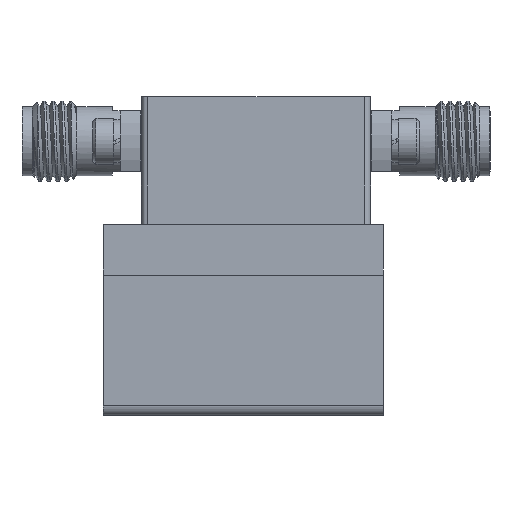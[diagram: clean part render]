
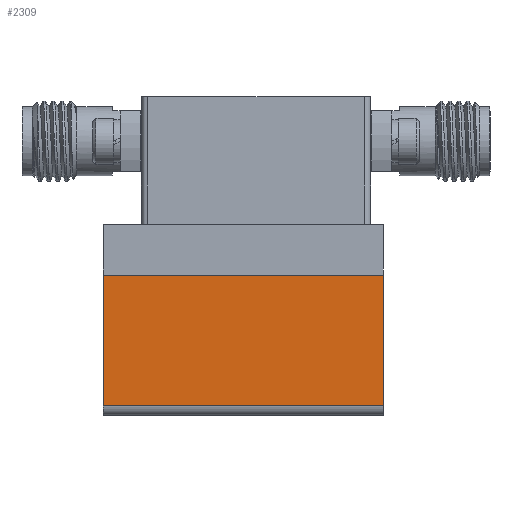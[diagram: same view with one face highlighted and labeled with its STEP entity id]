
A CAD part, front view. The second image highlights one B-rep face of the part: STEP entity #2309.
In plain terms, the highlighted planar face has unit normal (0, -1, -0.024).
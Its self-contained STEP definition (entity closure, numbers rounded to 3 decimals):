
#287 = DIRECTION ( 'NONE',  ( 1., 0., 0. ) ) ;
#734 = ORIENTED_EDGE ( 'NONE', *, *, #16308, .T. ) ;
#1315 = VECTOR ( 'NONE', #30924, 1000. ) ;
#2309 = ADVANCED_FACE ( 'NONE', ( #5559 ), #28350, .F. ) ;
#2331 = VERTEX_POINT ( 'NONE', #10646 ) ;
#5503 = VERTEX_POINT ( 'NONE', #27914 ) ;
#5559 = FACE_OUTER_BOUND ( 'NONE', #21294, .T. ) ;
#7676 = EDGE_CURVE ( 'NONE', #2331, #7815, #34355, .T. ) ;
#7815 = VERTEX_POINT ( 'NONE', #24008 ) ;
#7953 = LINE ( 'NONE', #19441, #1315 ) ;
#10646 = CARTESIAN_POINT ( 'NONE',  ( 1041.291, 695.205, -14. ) ) ;
#13279 = VERTEX_POINT ( 'NONE', #29467 ) ;
#14755 = CARTESIAN_POINT ( 'NONE',  ( 1041.291, 695.205, -14. ) ) ;
#16308 = EDGE_CURVE ( 'NONE', #13279, #7815, #7953, .T. ) ;
#17596 = CARTESIAN_POINT ( 'NONE',  ( 1041.291, 695.455, -24.25 ) ) ;
#18638 = CARTESIAN_POINT ( 'NONE',  ( 1041.291, 695.455, -24.25 ) ) ;
#19441 = CARTESIAN_POINT ( 'NONE',  ( 1063.291, 695.455, -24.25 ) ) ;
#20853 = VECTOR ( 'NONE', #25543, 1000. ) ;
#21294 = EDGE_LOOP ( 'NONE', ( #734, #22450, #36521, #34930 ) ) ;
#22450 = ORIENTED_EDGE ( 'NONE', *, *, #7676, .F. ) ;
#22790 = EDGE_CURVE ( 'NONE', #5503, #2331, #31540, .T. ) ;
#24008 = CARTESIAN_POINT ( 'NONE',  ( 1063.291, 695.205, -14. ) ) ;
#24527 = EDGE_CURVE ( 'NONE', #5503, #13279, #36332, .T. ) ;
#25543 = DIRECTION ( 'NONE',  ( 0., -0.024, 1. ) ) ;
#26019 = VECTOR ( 'NONE', #27323, 1000. ) ;
#26246 = AXIS2_PLACEMENT_3D ( 'NONE', #33792, #27805, #27984 ) ;
#27323 = DIRECTION ( 'NONE',  ( 1., 0., 0. ) ) ;
#27805 = DIRECTION ( 'NONE',  ( 0., 1., 0.024 ) ) ;
#27914 = CARTESIAN_POINT ( 'NONE',  ( 1041.291, 695.455, -24.25 ) ) ;
#27984 = DIRECTION ( 'NONE',  ( 1., 0., 0. ) ) ;
#28350 = PLANE ( 'NONE',  #26246 ) ;
#29428 = VECTOR ( 'NONE', #287, 1000. ) ;
#29467 = CARTESIAN_POINT ( 'NONE',  ( 1063.291, 695.455, -24.25 ) ) ;
#30924 = DIRECTION ( 'NONE',  ( 0., -0.024, 1. ) ) ;
#31540 = LINE ( 'NONE', #17596, #20853 ) ;
#33792 = CARTESIAN_POINT ( 'NONE',  ( 1041.291, 695.455, -24.25 ) ) ;
#34355 = LINE ( 'NONE', #14755, #29428 ) ;
#34930 = ORIENTED_EDGE ( 'NONE', *, *, #24527, .T. ) ;
#36332 = LINE ( 'NONE', #18638, #26019 ) ;
#36521 = ORIENTED_EDGE ( 'NONE', *, *, #22790, .F. ) ;
